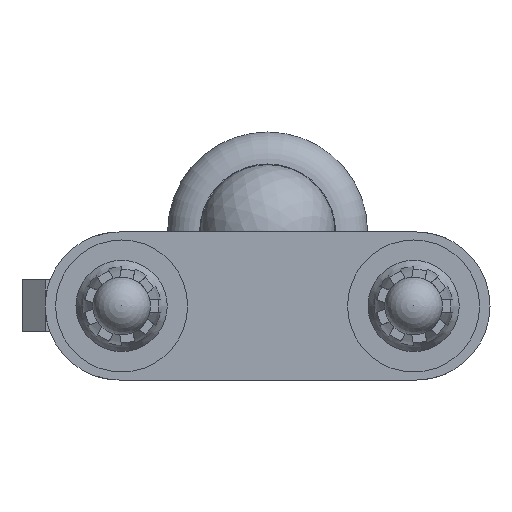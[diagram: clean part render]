
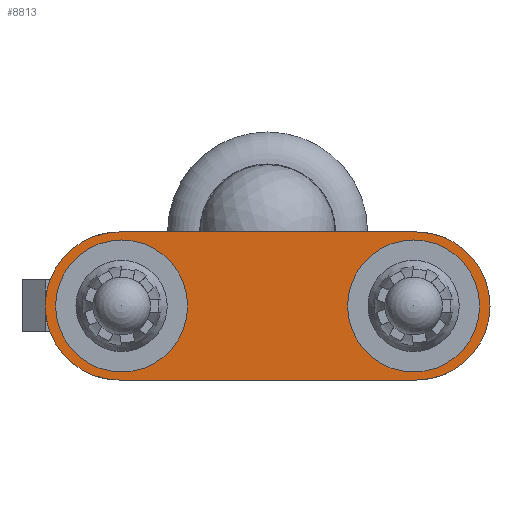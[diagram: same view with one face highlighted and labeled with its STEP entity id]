
A CAD part, left-side view. The second image highlights one B-rep face of the part: STEP entity #8813.
In plain terms, the highlighted planar face has unit normal (-1, 0, 0).
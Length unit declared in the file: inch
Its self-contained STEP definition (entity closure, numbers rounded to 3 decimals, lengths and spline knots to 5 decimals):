
#642=PLANE('',#9362);
#1037=FACE_OUTER_BOUND('',#1533,.T.);
#1533=EDGE_LOOP('',(#6315,#6316,#6317,#6318));
#2197=LINE('',#13999,#2793);
#2200=LINE('',#14003,#2796);
#2793=VECTOR('',#10764,1.);
#2796=VECTOR('',#10769,1.);
#3236=CIRCLE('',#9356,0.185);
#3237=CIRCLE('',#9358,0.185);
#3722=VERTEX_POINT('',#13982);
#3723=VERTEX_POINT('',#13984);
#3724=VERTEX_POINT('',#13988);
#3725=VERTEX_POINT('',#13990);
#4684=EDGE_CURVE('',#3723,#3722,#3236,.T.);
#4687=EDGE_CURVE('',#3725,#3724,#3237,.T.);
#4692=EDGE_CURVE('',#3724,#3723,#2197,.T.);
#4695=EDGE_CURVE('',#3722,#3725,#2200,.T.);
#6315=ORIENTED_EDGE('',*,*,#4684,.T.);
#6316=ORIENTED_EDGE('',*,*,#4695,.T.);
#6317=ORIENTED_EDGE('',*,*,#4687,.T.);
#6318=ORIENTED_EDGE('',*,*,#4692,.T.);
#8813=ADVANCED_FACE('',(#1037),#642,.T.);
#9356=AXIS2_PLACEMENT_3D('',#13985,#10749,#10750);
#9358=AXIS2_PLACEMENT_3D('',#13991,#10755,#10756);
#9362=AXIS2_PLACEMENT_3D('',#14004,#10770,#10771);
#10749=DIRECTION('center_axis',(-1.,0.,0.));
#10750=DIRECTION('ref_axis',(0.,0.,
1.));
#10755=DIRECTION('center_axis',(-1.,0.,0.));
#10756=DIRECTION('ref_axis',(0.,0.,
-1.));
#10764=DIRECTION('',(0.,1.,0.));
#10769=DIRECTION('',(0.,-1.,0.));
#10770=DIRECTION('center_axis',(-1.,0.,0.));
#10771=DIRECTION('ref_axis',(0.,0.,1.));
#13982=CARTESIAN_POINT('',(137.58619,123.40386,0.22));
#13984=CARTESIAN_POINT('',(137.58619,123.40386,0.59));
#13985=CARTESIAN_POINT('Origin',(137.58619,123.40386,0.405));
#13988=CARTESIAN_POINT('',(137.58619,122.66186,0.59));
#13990=CARTESIAN_POINT('',(137.58619,122.66186,0.22));
#13991=CARTESIAN_POINT('Origin',(137.58619,122.66186,0.405));
#13999=CARTESIAN_POINT('',(137.58619,122.66186,0.59));
#14003=CARTESIAN_POINT('',(137.58619,123.40386,0.22));
#14004=CARTESIAN_POINT('Origin',(137.58619,123.03286,0.405));
